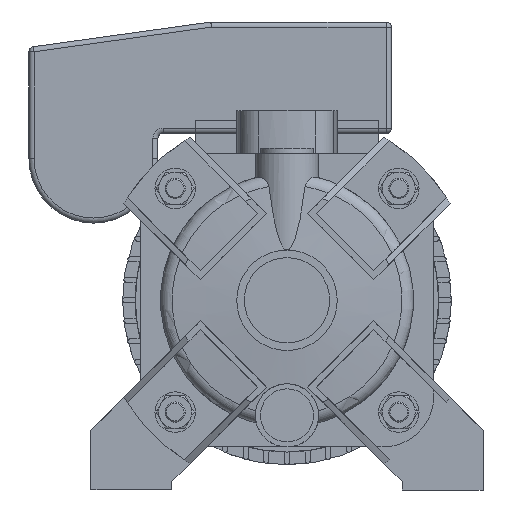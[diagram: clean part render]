
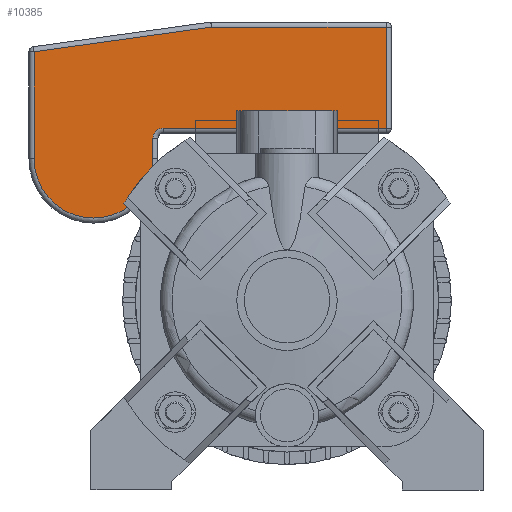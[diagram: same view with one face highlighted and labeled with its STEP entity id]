
A CAD part, left-side view. The second image highlights one B-rep face of the part: STEP entity #10385.
In plain terms, the highlighted planar face has unit normal (-1, 0, 0).
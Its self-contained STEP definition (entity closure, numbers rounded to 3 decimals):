
#1169=LINE('',#18826,#1948);
#1171=LINE('',#18835,#1950);
#1173=LINE('',#18873,#1952);
#1179=LINE('',#18889,#1958);
#1185=LINE('',#18898,#1964);
#1191=LINE('',#18907,#1970);
#1948=VECTOR('',#14161,10.);
#1950=VECTOR('',#14173,10.);
#1952=VECTOR('',#14217,10.);
#1958=VECTOR('',#14237,10.);
#1964=VECTOR('',#14249,10.);
#1970=VECTOR('',#14261,10.);
#2305=PLANE('',#11465);
#3003=FACE_OUTER_BOUND('',#3697,.T.);
#3697=EDGE_LOOP('',(#9544,#9545,#9546,#9547,#9548,#9549,#9550,#9551));
#4195=CIRCLE('',#11402,4.);
#4202=CIRCLE('',#11413,23.5);
#5172=VERTEX_POINT('',#18804);
#5174=VERTEX_POINT('',#18808);
#5177=VERTEX_POINT('',#18818);
#5178=VERTEX_POINT('',#18822);
#5180=VERTEX_POINT('',#18828);
#5186=VERTEX_POINT('',#18845);
#5192=VERTEX_POINT('',#18859);
#5195=VERTEX_POINT('',#18866);
#6609=EDGE_CURVE('',#5174,#5172,#4195,.T.);
#6617=EDGE_CURVE('',#5172,#5178,#1169,.T.);
#6620=EDGE_CURVE('',#5178,#5180,#4202,.T.);
#6622=EDGE_CURVE('',#5180,#5177,#1171,.T.);
#6639=EDGE_CURVE('',#5195,#5174,#1173,.T.);
#6648=EDGE_CURVE('',#5192,#5195,#1179,.T.);
#6654=EDGE_CURVE('',#5186,#5192,#1185,.T.);
#6660=EDGE_CURVE('',#5177,#5186,#1191,.T.);
#9544=ORIENTED_EDGE('',*,*,#6609,.F.);
#9545=ORIENTED_EDGE('',*,*,#6639,.F.);
#9546=ORIENTED_EDGE('',*,*,#6648,.F.);
#9547=ORIENTED_EDGE('',*,*,#6654,.F.);
#9548=ORIENTED_EDGE('',*,*,#6660,.F.);
#9549=ORIENTED_EDGE('',*,*,#6622,.F.);
#9550=ORIENTED_EDGE('',*,*,#6620,.F.);
#9551=ORIENTED_EDGE('',*,*,#6617,.F.);
#10385=ADVANCED_FACE('',(#3003),#2305,.F.);
#11402=AXIS2_PLACEMENT_3D('',#18810,#14142,#14143);
#11413=AXIS2_PLACEMENT_3D('',#18832,#14168,#14169);
#11465=AXIS2_PLACEMENT_3D('',#18941,#14304,#14305);
#14142=DIRECTION('center_axis',(-1.,0.,0.));
#14143=DIRECTION('ref_axis',(0.,0.707,0.707));
#14161=DIRECTION('',(0.,0.,-1.));
#14168=DIRECTION('center_axis',(1.,0.,0.));
#14169=DIRECTION('ref_axis',(0.,0.,-1.));
#14173=DIRECTION('',(0.,0.,1.));
#14217=DIRECTION('',(0.,1.,0.));
#14237=DIRECTION('',(0.,0.,-1.));
#14249=DIRECTION('',(0.,-1.,0.));
#14261=DIRECTION('',(0.,-0.99,0.138));
#14304=DIRECTION('center_axis',(1.,0.,0.));
#14305=DIRECTION('ref_axis',(0.,0.,-1.));
#18804=CARTESIAN_POINT('',(59.75,53.,139.));
#18808=CARTESIAN_POINT('',(59.75,49.,143.));
#18810=CARTESIAN_POINT('Origin',(59.75,49.,139.));
#18818=CARTESIAN_POINT('',(59.75,100.,173.259));
#18822=CARTESIAN_POINT('',(59.75,53.,131.));
#18826=CARTESIAN_POINT('',(59.75,53.,126.528));
#18828=CARTESIAN_POINT('',(59.75,100.,131.));
#18832=CARTESIAN_POINT('Origin',(59.75,76.5,131.));
#18835=CARTESIAN_POINT('',(59.75,100.,148.528));
#18845=CARTESIAN_POINT('',(59.75,29.862,183.));
#18859=CARTESIAN_POINT('',(59.75,-39.25,183.));
#18866=CARTESIAN_POINT('',(59.75,-39.25,143.));
#18873=CARTESIAN_POINT('',(59.75,63.75,143.));
#18889=CARTESIAN_POINT('',(59.75,-39.25,131.528));
#18898=CARTESIAN_POINT('',(59.75,38.25,183.));
#18907=CARTESIAN_POINT('',(59.75,56.823,179.255));
#18941=CARTESIAN_POINT('Origin',(59.75,76.5,122.057));
